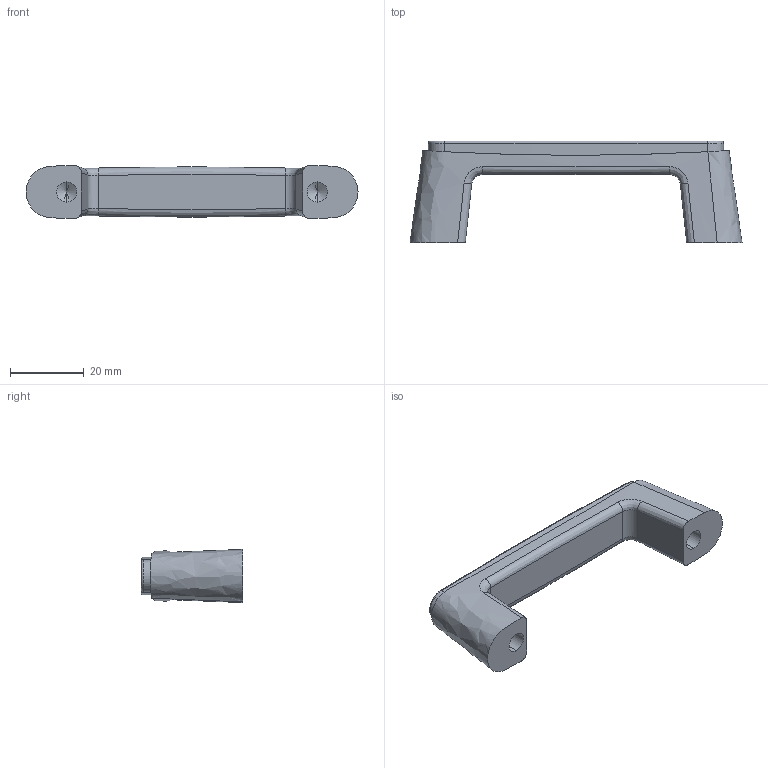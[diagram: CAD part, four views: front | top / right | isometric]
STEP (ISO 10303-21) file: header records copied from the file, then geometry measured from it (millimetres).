
FILE_DESCRIPTION (( 'STEP AP203' ), '1' );
FILE_NAME ('A-178-7_.STEP', '2008-09-18T11:33:48', ( ' ' ), ( ' ' ), 'SwSTEP 2.0', 'SolidWorks 2007', '' );
FILE_SCHEMA (( 'CONFIG_CONTROL_DESIGN' ));
Length unit declared in the file: millimetre
Products named in the file (3): A-178-7_; A-178-7杮懱_岞_棉太倌; A-178-7妒薨_岞_棉太倌
Assembly tree (2 placements, depth 2):
  A-178-7_
    A-178-7杮懱_岞_棉太倌
    A-178-7妒薨_岞_棉太倌
Bounding box: 90 x 27.5 x 14.42 mm (x, y, z)
Volume: 16238.5 mm3; surface area: 7923.5 mm2
Topology: 2 solids, 2 shells, 40 faces, 99 edges, 61 vertices
Faces by surface type: cylinder 12, bspline 12, plane 7, torus 5, cone 4
Entity records: 2098 total; most frequent: CARTESIAN_POINT 931, ORIENTED_EDGE 190, DIRECTION 177, EDGE_CURVE 95, AXIS2_PLACEMENT_3D 79, VERTEX_POINT 61, CIRCLE 46, EDGE_LOOP 42
